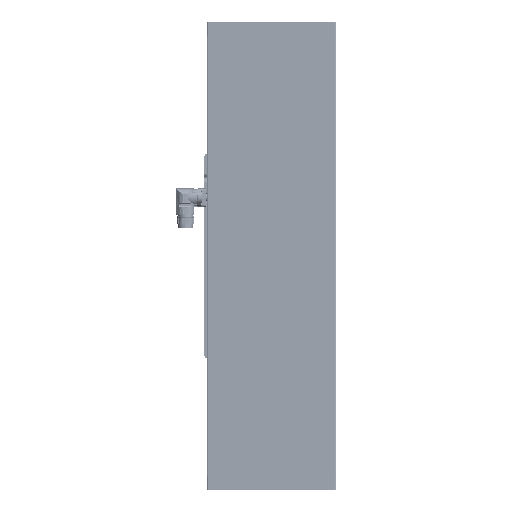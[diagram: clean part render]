
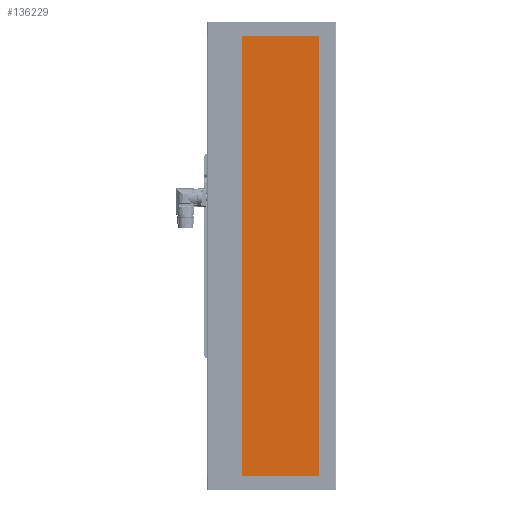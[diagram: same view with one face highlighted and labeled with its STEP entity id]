
A CAD part, left-side view. The second image highlights one B-rep face of the part: STEP entity #136229.
In plain terms, the highlighted planar face has unit normal (-1, 0, 0).
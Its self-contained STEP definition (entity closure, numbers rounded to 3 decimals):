
#1711 = VERTEX_POINT ( 'NONE', #146410 ) ;
#3768 = CARTESIAN_POINT ( 'NONE',  ( 0., 40.9, 0. ) ) ;
#8258 = ORIENTED_EDGE ( 'NONE', *, *, #55166, .T. ) ;
#8689 = VERTEX_POINT ( 'NONE', #56113 ) ;
#10137 = VECTOR ( 'NONE', #61017, 1000. ) ;
#15830 = CARTESIAN_POINT ( 'NONE',  ( 0., -90., 0. ) ) ;
#19912 = VECTOR ( 'NONE', #156435, 1000. ) ;
#33129 = LINE ( 'NONE', #115703, #10137 ) ;
#35555 = CARTESIAN_POINT ( 'NONE',  ( 0., -65.4, 610. ) ) ;
#40013 = AXIS2_PLACEMENT_3D ( 'NONE', #157292, #77418, #129493 ) ;
#47067 = EDGE_LOOP ( 'NONE', ( #129102, #53890, #8258, #48569 ) ) ;
#48569 = ORIENTED_EDGE ( 'NONE', *, *, #67125, .T. ) ;
#53890 = ORIENTED_EDGE ( 'NONE', *, *, #175316, .F. ) ;
#55166 = EDGE_CURVE ( 'NONE', #164157, #1711, #138999, .T. ) ;
#56113 = CARTESIAN_POINT ( 'NONE',  ( 0., -65.4, 610. ) ) ;
#56365 = VECTOR ( 'NONE', #70804, 1000. ) ;
#61017 = DIRECTION ( 'NONE',  ( 0., -1., 0. ) ) ;
#67125 = EDGE_CURVE ( 'NONE', #1711, #8689, #90352, .T. ) ;
#70804 = DIRECTION ( 'NONE',  ( 0., -1., 0. ) ) ;
#73146 = VERTEX_POINT ( 'NONE', #141258 ) ;
#77418 = DIRECTION ( 'NONE',  ( 1., 0., 0. ) ) ;
#90352 = LINE ( 'NONE', #35555, #120943 ) ;
#99102 = LINE ( 'NONE', #100875, #19912 ) ;
#100875 = CARTESIAN_POINT ( 'NONE',  ( 0., 40.9, 0. ) ) ;
#102604 = PLANE ( 'NONE',  #40013 ) ;
#115703 = CARTESIAN_POINT ( 'NONE',  ( 0., -90., 610. ) ) ;
#116005 = FACE_OUTER_BOUND ( 'NONE', #47067, .T. ) ;
#120943 = VECTOR ( 'NONE', #174599, 1000. ) ;
#129102 = ORIENTED_EDGE ( 'NONE', *, *, #159636, .F. ) ;
#129493 = DIRECTION ( 'NONE',  ( 0., 0., -1. ) ) ;
#136229 = ADVANCED_FACE ( 'NONE', ( #116005 ), #102604, .F. ) ;
#138999 = LINE ( 'NONE', #15830, #56365 ) ;
#141258 = CARTESIAN_POINT ( 'NONE',  ( 0., 40.9, 610. ) ) ;
#146410 = CARTESIAN_POINT ( 'NONE',  ( 0., -65.4, 0. ) ) ;
#156435 = DIRECTION ( 'NONE',  ( 0., 0., 1. ) ) ;
#157292 = CARTESIAN_POINT ( 'NONE',  ( 0., -90., 610. ) ) ;
#159636 = EDGE_CURVE ( 'NONE', #73146, #8689, #33129, .T. ) ;
#164157 = VERTEX_POINT ( 'NONE', #3768 ) ;
#174599 = DIRECTION ( 'NONE',  ( 0., 0., 1. ) ) ;
#175316 = EDGE_CURVE ( 'NONE', #164157, #73146, #99102, .T. ) ;
